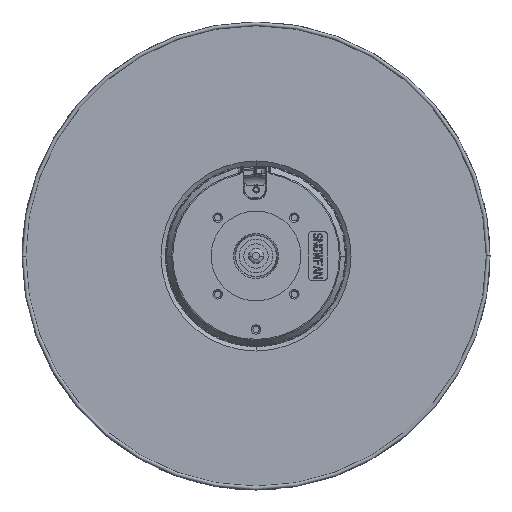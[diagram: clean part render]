
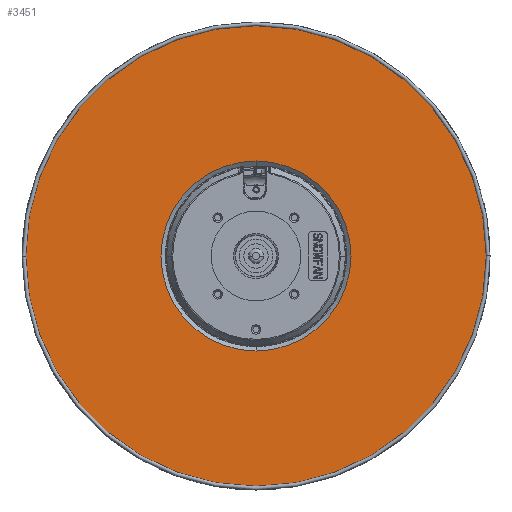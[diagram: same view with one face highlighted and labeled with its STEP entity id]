
A CAD part, front view. The second image highlights one B-rep face of the part: STEP entity #3451.
In plain terms, the highlighted planar face has unit normal (0, -1, 0).
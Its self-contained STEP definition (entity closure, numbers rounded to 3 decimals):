
#745=CARTESIAN_POINT('',(0.,-2.3,0.));
#746=DIRECTION('',(0.,1.,0.));
#747=DIRECTION('',(0.,0.,-1.));
#748=AXIS2_PLACEMENT_3D('',#745,#746,#747);
#750=CARTESIAN_POINT('',(0.,-2.3,0.));
#751=DIRECTION('',(0.,1.,0.));
#752=DIRECTION('',(0.,0.,1.));
#753=AXIS2_PLACEMENT_3D('',#750,#751,#752);
#764=CARTESIAN_POINT('',(0.,-2.3,0.));
#765=DIRECTION('',(0.,-1.,0.));
#766=DIRECTION('',(1.,0.,0.));
#767=AXIS2_PLACEMENT_3D('',#764,#765,#766);
#788=CARTESIAN_POINT('',(0.,-2.3,0.));
#789=DIRECTION('',(0.,1.,0.));
#790=DIRECTION('',(1.,0.,0.));
#791=AXIS2_PLACEMENT_3D('',#788,#789,#790);
#2281=CARTESIAN_POINT('',(123.,-2.3,0.));
#2282=CARTESIAN_POINT('',(-123.,-2.3,0.));
#2283=VERTEX_POINT('',#2281);
#2284=VERTEX_POINT('',#2282);
#2510=CARTESIAN_POINT('',(0.,-2.3,-50.75));
#2511=CARTESIAN_POINT('',(0.,-2.3,50.75));
#2512=VERTEX_POINT('',#2510);
#2513=VERTEX_POINT('',#2511);
#3435=CARTESIAN_POINT('',(0.,-2.3,0.));
#3436=DIRECTION('',(0.,1.,0.));
#3437=DIRECTION('',(1.,0.,0.));
#3438=AXIS2_PLACEMENT_3D('',#3435,#3436,#3437);
#3439=PLANE('',#3438);
#3441=ORIENTED_EDGE('',*,*,#3440,.F.);
#3443=ORIENTED_EDGE('',*,*,#3442,.T.);
#3444=EDGE_LOOP('',(#3441,#3443));
#3445=FACE_OUTER_BOUND('',#3444,.F.);
#3447=ORIENTED_EDGE('',*,*,#3446,.F.);
#3448=ORIENTED_EDGE('',*,*,#3425,.F.);
#3449=EDGE_LOOP('',(#3447,#3448));
#3450=FACE_BOUND('',#3449,.F.);
#749=CIRCLE('',#748,50.75);
#754=CIRCLE('',#753,50.75);
#768=CIRCLE('',#767,123.);
#792=CIRCLE('',#791,123.);
#3425=EDGE_CURVE('',#2513,#2512,#754,.T.);
#3440=EDGE_CURVE('',#2283,#2284,#768,.T.);
#3442=EDGE_CURVE('',#2283,#2284,#792,.T.);
#3446=EDGE_CURVE('',#2512,#2513,#749,.T.);
#3451=ADVANCED_FACE('',(#3445,#3450),#3439,.F.);
